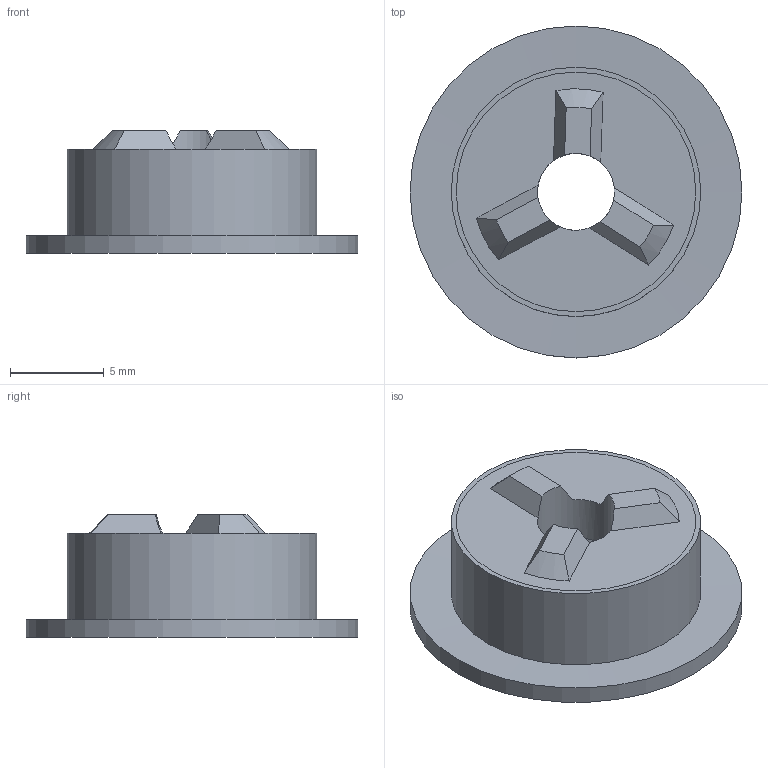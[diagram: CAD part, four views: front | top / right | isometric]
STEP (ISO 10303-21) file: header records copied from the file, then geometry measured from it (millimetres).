
FILE_DESCRIPTION(/* description */ (''),/* implementation_level */ '2;1');
FILE_NAME(/* name */ 'R335.14-177090C.09Z3-M02_Basic.stp',/* time_stamp */ '2024-09-05T10:32:36+05:00',/* author */ (''),/* organization */ (''),/* preprocessor_version */ 'ST-DEVELOPER v16.7',/* originating_system */ 'SIEMENS PLM Software NX 12.0',/* authorisation */ '');
FILE_SCHEMA (('AUTOMOTIVE_DESIGN { 1 0 10303 214 3 1 1 1 }'));
Length unit declared in the file: millimetre
Products named in the file (1): inpu361CE4F6bjtg
Bounding box: 17.7 x 17.7 x 6.55 mm (x, y, z)
Volume: 758 mm3; surface area: 1251.4 mm2
Topology: 2 solids, 2 shells, 27 faces, 66 edges, 46 vertices
Faces by surface type: plane 12, cylinder 6, cone 6, revolution 3
Full cylindrical faces by diameter (mm): 4.1 x1, 6.1 x1, 12.776 x2, 13.3 x1, 17.7 x1
Entity records: 866 total; most frequent: CARTESIAN_POINT 206, DIRECTION 123, ORIENTED_EDGE 104, AXIS2_PLACEMENT_3D 54, EDGE_CURVE 52, EDGE_LOOP 42, VERTEX_POINT 40, FACE_BOUND 30
